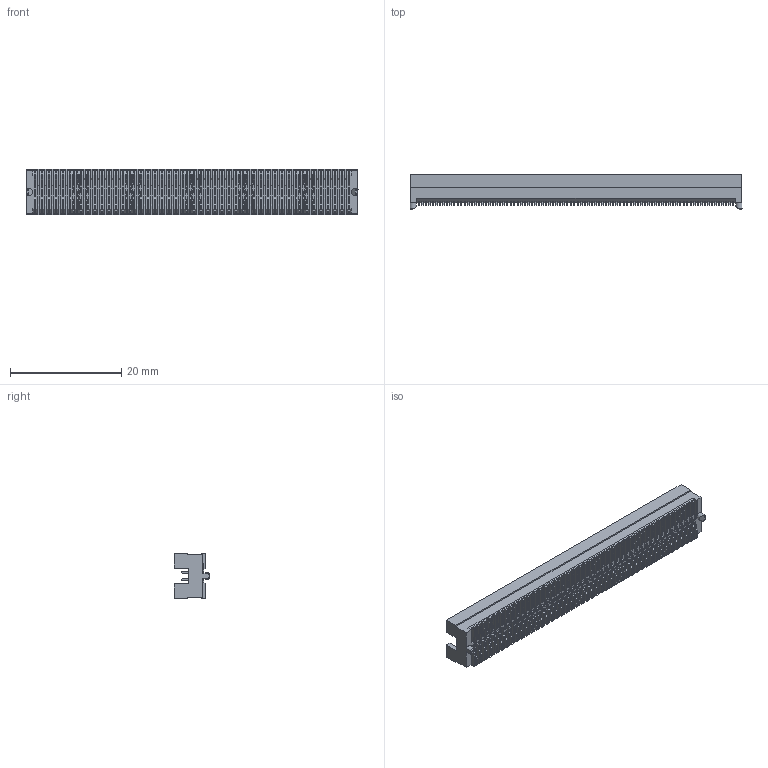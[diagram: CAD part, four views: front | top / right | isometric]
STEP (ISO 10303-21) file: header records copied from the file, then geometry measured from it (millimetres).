
FILE_DESCRIPTION((''),'2;1');
FILE_NAME('FBB12709_ASM','2026-03-16T18:09:49',('gongchengVV'),(''),'CREO PARAMETRIC BY PTC INC, 2020033','CREO PARAMETRIC BY PTC INC, 2020033','');
FILE_SCHEMA(('CONFIG_CONTROL_DESIGN'));
Products named in the file (1): FBB12709_ASM
Bounding box: 59.7 x 6.37 x 8.27 mm (x, y, z)
Volume: 940.7 mm3; surface area: 3643.6 mm2
Topology: 1 solids, 1 shells, 4490 faces, 12893 edges, 8594 vertices
Faces by surface type: plane 4306, cylinder 182, cone 2
Entity records: 144204 total; most frequent: CARTESIAN_POINT 26046, ORIENTED_EDGE 25786, DIRECTION 22233, EDGE_CURVE 12893, VECTOR 12517, LINE 12517, VERTEX_POINT 8594, AXIS2_PLACEMENT_3D 4858
